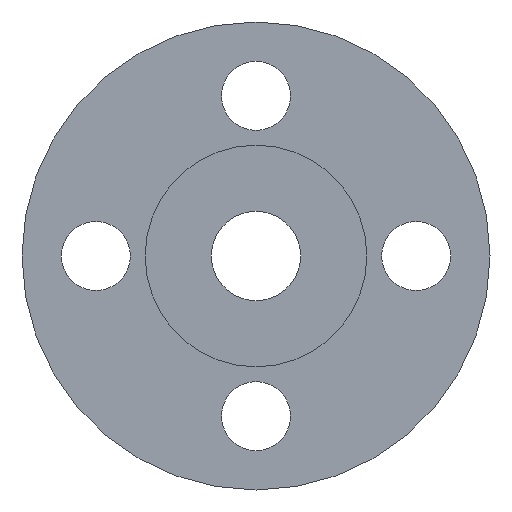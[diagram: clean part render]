
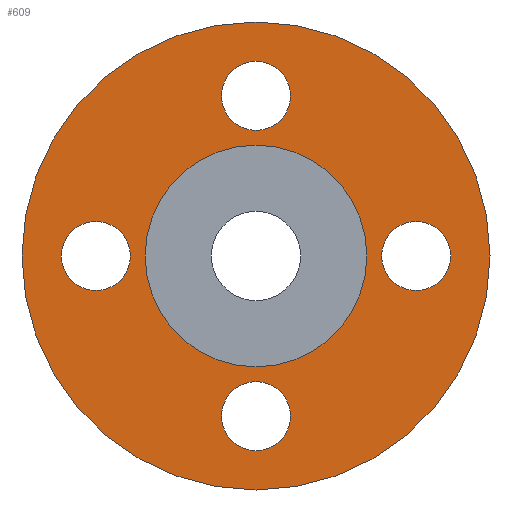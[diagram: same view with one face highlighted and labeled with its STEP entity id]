
A CAD part, front view. The second image highlights one B-rep face of the part: STEP entity #609.
In plain terms, the highlighted planar face has unit normal (0, -1, 0).
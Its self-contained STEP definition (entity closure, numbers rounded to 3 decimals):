
#7 = DIRECTION ( 'NONE',  ( 0., -1., 0. ) ) ;
#8 = CARTESIAN_POINT ( 'NONE',  ( 32.5, 2., 0. ) ) ;
#20 = EDGE_CURVE ( 'NONE', #573, #113, #149, .T. ) ;
#31 = AXIS2_PLACEMENT_3D ( 'NONE', #62, #527, #662 ) ;
#34 = EDGE_LOOP ( 'NONE', ( #195, #710 ) ) ;
#36 = VERTEX_POINT ( 'NONE', #528 ) ;
#37 = DIRECTION ( 'NONE',  ( 0., -1., 0. ) ) ;
#44 = CARTESIAN_POINT ( 'NONE',  ( 0., 2., 0. ) ) ;
#62 = CARTESIAN_POINT ( 'NONE',  ( -32.5, 2., 0. ) ) ;
#64 = ORIENTED_EDGE ( 'NONE', *, *, #201, .T. ) ;
#66 = DIRECTION ( 'NONE',  ( 0., 0., 1. ) ) ;
#67 = EDGE_LOOP ( 'NONE', ( #580, #618 ) ) ;
#71 = CARTESIAN_POINT ( 'NONE',  ( 0., 2., 0. ) ) ;
#73 = CIRCLE ( 'NONE', #31, 7. ) ;
#76 = CARTESIAN_POINT ( 'NONE',  ( 0., 2., 22.5 ) ) ;
#77 = DIRECTION ( 'NONE',  ( 0., 0., 1. ) ) ;
#81 = DIRECTION ( 'NONE',  ( 0., -1., 0. ) ) ;
#100 = AXIS2_PLACEMENT_3D ( 'NONE', #792, #7, #269 ) ;
#101 = DIRECTION ( 'NONE',  ( 0., 0., 1. ) ) ;
#104 = EDGE_CURVE ( 'NONE', #661, #252, #581, .T. ) ;
#105 = DIRECTION ( 'NONE',  ( 0., -1., 0. ) ) ;
#113 = VERTEX_POINT ( 'NONE', #317 ) ;
#140 = FACE_BOUND ( 'NONE', #34, .T. ) ;
#149 = CIRCLE ( 'NONE', #639, 7. ) ;
#164 = EDGE_CURVE ( 'NONE', #217, #679, #847, .T. ) ;
#173 = DIRECTION ( 'NONE',  ( 0., -1., 0. ) ) ;
#195 = ORIENTED_EDGE ( 'NONE', *, *, #20, .F. ) ;
#201 = EDGE_CURVE ( 'NONE', #379, #397, #674, .T. ) ;
#204 = AXIS2_PLACEMENT_3D ( 'NONE', #473, #81, #77 ) ;
#217 = VERTEX_POINT ( 'NONE', #681 ) ;
#220 = ORIENTED_EDGE ( 'NONE', *, *, #330, .F. ) ;
#226 = CARTESIAN_POINT ( 'NONE',  ( 0., 2., -22.5 ) ) ;
#243 = AXIS2_PLACEMENT_3D ( 'NONE', #700, #37, #101 ) ;
#252 = VERTEX_POINT ( 'NONE', #542 ) ;
#256 = CIRCLE ( 'NONE', #701, 7. ) ;
#269 = DIRECTION ( 'NONE',  ( 0., 0., -1. ) ) ;
#280 = DIRECTION ( 'NONE',  ( 0., 0., 1. ) ) ;
#285 = AXIS2_PLACEMENT_3D ( 'NONE', #506, #105, #502 ) ;
#292 = ORIENTED_EDGE ( 'NONE', *, *, #576, .F. ) ;
#298 = VERTEX_POINT ( 'NONE', #367 ) ;
#302 = AXIS2_PLACEMENT_3D ( 'NONE', #308, #842, #515 ) ;
#303 = ORIENTED_EDGE ( 'NONE', *, *, #164, .F. ) ;
#306 = DIRECTION ( 'NONE',  ( -1., 0., 0. ) ) ;
#308 = CARTESIAN_POINT ( 'NONE',  ( 0., 2., -32.5 ) ) ;
#310 = DIRECTION ( 'NONE',  ( 0., 1., 0. ) ) ;
#317 = CARTESIAN_POINT ( 'NONE',  ( 39.5, 2., 0. ) ) ;
#318 = AXIS2_PLACEMENT_3D ( 'NONE', #71, #720, #587 ) ;
#329 = CIRCLE ( 'NONE', #285, 7. ) ;
#330 = EDGE_CURVE ( 'NONE', #679, #217, #549, .T. ) ;
#331 = VERTEX_POINT ( 'NONE', #574 ) ;
#339 = CIRCLE ( 'NONE', #823, 47.5 ) ;
#343 = DIRECTION ( 'NONE',  ( 0., -1., 0. ) ) ;
#344 = DIRECTION ( 'NONE',  ( 0., 1., 0. ) ) ;
#362 = CIRCLE ( 'NONE', #100, 7. ) ;
#367 = CARTESIAN_POINT ( 'NONE',  ( -39.5, 2., 0. ) ) ;
#379 = VERTEX_POINT ( 'NONE', #226 ) ;
#397 = VERTEX_POINT ( 'NONE', #624 ) ;
#399 = EDGE_CURVE ( 'NONE', #36, #298, #256, .T. ) ;
#407 = FACE_BOUND ( 'NONE', #517, .T. ) ;
#409 = AXIS2_PLACEMENT_3D ( 'NONE', #76, #343, #604 ) ;
#418 = EDGE_CURVE ( 'NONE', #113, #573, #329, .T. ) ;
#431 = ORIENTED_EDGE ( 'NONE', *, *, #629, .F. ) ;
#442 = AXIS2_PLACEMENT_3D ( 'NONE', #44, #310, #841 ) ;
#456 = EDGE_CURVE ( 'NONE', #397, #379, #813, .T. ) ;
#463 = CARTESIAN_POINT ( 'NONE',  ( 0., 2., 0. ) ) ;
#473 = CARTESIAN_POINT ( 'NONE',  ( 0., 2., 32.5 ) ) ;
#485 = EDGE_CURVE ( 'NONE', #298, #36, #73, .T. ) ;
#500 = ORIENTED_EDGE ( 'NONE', *, *, #856, .F. ) ;
#502 = DIRECTION ( 'NONE',  ( 1., 0., 0. ) ) ;
#506 = CARTESIAN_POINT ( 'NONE',  ( 32.5, 2., 0. ) ) ;
#515 = DIRECTION ( 'NONE',  ( 0., 0., -1. ) ) ;
#517 = EDGE_LOOP ( 'NONE', ( #303, #220 ) ) ;
#521 = EDGE_LOOP ( 'NONE', ( #292, #500 ) ) ;
#526 = ORIENTED_EDGE ( 'NONE', *, *, #456, .T. ) ;
#527 = DIRECTION ( 'NONE',  ( 0., -1., 0. ) ) ;
#528 = CARTESIAN_POINT ( 'NONE',  ( -25.5, 2., 0. ) ) ;
#539 = EDGE_LOOP ( 'NONE', ( #721, #431 ) ) ;
#540 = FACE_BOUND ( 'NONE', #67, .T. ) ;
#542 = CARTESIAN_POINT ( 'NONE',  ( 0., 2., -47.5 ) ) ;
#548 = CARTESIAN_POINT ( 'NONE',  ( 0., 2., 0. ) ) ;
#549 = CIRCLE ( 'NONE', #243, 7. ) ;
#573 = VERTEX_POINT ( 'NONE', #599 ) ;
#574 = CARTESIAN_POINT ( 'NONE',  ( 0., 2., -39.5 ) ) ;
#576 = EDGE_CURVE ( 'NONE', #750, #331, #362, .T. ) ;
#580 = ORIENTED_EDGE ( 'NONE', *, *, #399, .F. ) ;
#581 = CIRCLE ( 'NONE', #318, 47.5 ) ;
#587 = DIRECTION ( 'NONE',  ( 0., 0., 1. ) ) ;
#599 = CARTESIAN_POINT ( 'NONE',  ( 25.5, 2., 0. ) ) ;
#604 = DIRECTION ( 'NONE',  ( 0., 0., -1. ) ) ;
#609 = ADVANCED_FACE ( 'NONE', ( #540, #407, #140, #672, #718, #859 ), #658, .T. ) ;
#618 = ORIENTED_EDGE ( 'NONE', *, *, #485, .F. ) ;
#624 = CARTESIAN_POINT ( 'NONE',  ( 0., 2., 22.5 ) ) ;
#629 = EDGE_CURVE ( 'NONE', #252, #661, #339, .T. ) ;
#639 = AXIS2_PLACEMENT_3D ( 'NONE', #8, #715, #794 ) ;
#648 = CIRCLE ( 'NONE', #302, 7. ) ;
#658 = PLANE ( 'NONE',  #409 ) ;
#661 = VERTEX_POINT ( 'NONE', #738 ) ;
#662 = DIRECTION ( 'NONE',  ( -1., 0., 0. ) ) ;
#672 = FACE_BOUND ( 'NONE', #521, .T. ) ;
#674 = CIRCLE ( 'NONE', #708, 22.5 ) ;
#679 = VERTEX_POINT ( 'NONE', #811 ) ;
#681 = CARTESIAN_POINT ( 'NONE',  ( 0., 2., 25.5 ) ) ;
#689 = CARTESIAN_POINT ( 'NONE',  ( 0., 2., -25.5 ) ) ;
#700 = CARTESIAN_POINT ( 'NONE',  ( 0., 2., 32.5 ) ) ;
#701 = AXIS2_PLACEMENT_3D ( 'NONE', #760, #173, #306 ) ;
#708 = AXIS2_PLACEMENT_3D ( 'NONE', #548, #344, #280 ) ;
#710 = ORIENTED_EDGE ( 'NONE', *, *, #418, .F. ) ;
#715 = DIRECTION ( 'NONE',  ( 0., -1., 0. ) ) ;
#718 = FACE_BOUND ( 'NONE', #759, .T. ) ;
#720 = DIRECTION ( 'NONE',  ( 0., 1., 0. ) ) ;
#721 = ORIENTED_EDGE ( 'NONE', *, *, #104, .F. ) ;
#722 = DIRECTION ( 'NONE',  ( 0., 1., 0. ) ) ;
#738 = CARTESIAN_POINT ( 'NONE',  ( 0., 2., 47.5 ) ) ;
#750 = VERTEX_POINT ( 'NONE', #689 ) ;
#759 = EDGE_LOOP ( 'NONE', ( #526, #64 ) ) ;
#760 = CARTESIAN_POINT ( 'NONE',  ( -32.5, 2., 0. ) ) ;
#792 = CARTESIAN_POINT ( 'NONE',  ( 0., 2., -32.5 ) ) ;
#794 = DIRECTION ( 'NONE',  ( 1., 0., 0. ) ) ;
#811 = CARTESIAN_POINT ( 'NONE',  ( 0., 2., 39.5 ) ) ;
#813 = CIRCLE ( 'NONE', #442, 22.5 ) ;
#823 = AXIS2_PLACEMENT_3D ( 'NONE', #463, #722, #66 ) ;
#841 = DIRECTION ( 'NONE',  ( 0., 0., 1. ) ) ;
#842 = DIRECTION ( 'NONE',  ( 0., -1., 0. ) ) ;
#847 = CIRCLE ( 'NONE', #204, 7. ) ;
#856 = EDGE_CURVE ( 'NONE', #331, #750, #648, .T. ) ;
#859 = FACE_OUTER_BOUND ( 'NONE', #539, .T. ) ;
